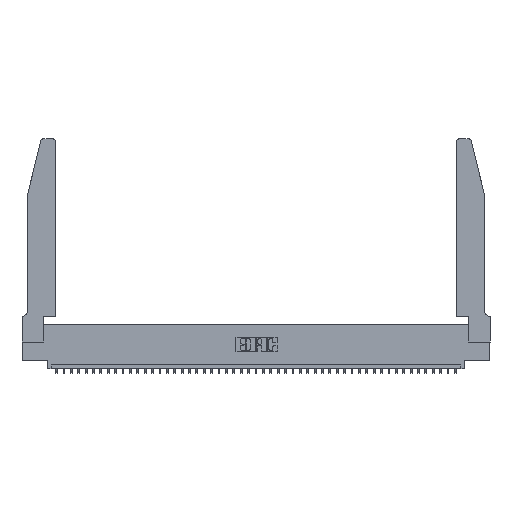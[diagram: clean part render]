
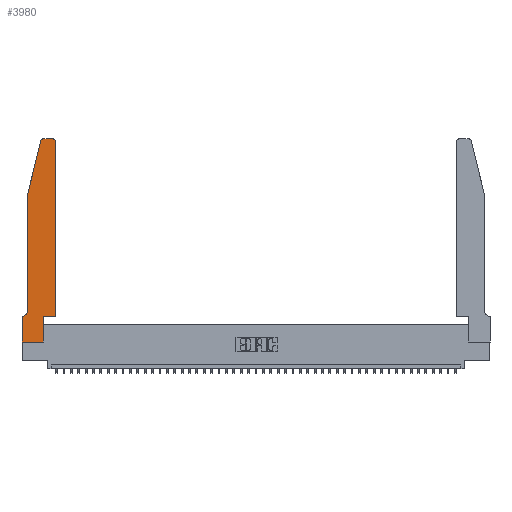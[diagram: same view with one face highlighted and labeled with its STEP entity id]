
A CAD part, top view. The second image highlights one B-rep face of the part: STEP entity #3980.
In plain terms, the highlighted planar face has unit normal (0, 0, 1).
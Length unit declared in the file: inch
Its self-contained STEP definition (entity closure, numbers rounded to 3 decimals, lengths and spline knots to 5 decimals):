
#606 = ORIENTED_EDGE ( 'NONE', *, *, #18544, .T. ) ;
#736 = VERTEX_POINT ( 'NONE', #41876 ) ;
#960 = VECTOR ( 'NONE', #7810, 39.37008 ) ;
#1239 = AXIS2_PLACEMENT_3D ( 'NONE', #33725, #13079, #16560 ) ;
#1292 = ORIENTED_EDGE ( 'NONE', *, *, #32864, .T. ) ;
#1318 = ORIENTED_EDGE ( 'NONE', *, *, #20016, .T. ) ;
#1426 = VERTEX_POINT ( 'NONE', #30411 ) ;
#1659 = DIRECTION ( 'NONE',  ( 0., 0., 1. ) ) ;
#1783 = CIRCLE ( 'NONE', #15348, 0.03 ) ;
#2063 = LINE ( 'NONE', #4321, #960 ) ;
#2779 = ORIENTED_EDGE ( 'NONE', *, *, #12883, .T. ) ;
#2790 = VERTEX_POINT ( 'NONE', #9680 ) ;
#2932 = VECTOR ( 'NONE', #24998, 39.37008 ) ;
#3130 = CARTESIAN_POINT ( 'NONE',  ( 0., 0., 0.37 ) ) ;
#3980 = ADVANCED_FACE ( 'NONE', ( #23274 ), #41116, .T. ) ;
#4321 = CARTESIAN_POINT ( 'NONE',  ( 0., 0., 0.37 ) ) ;
#4454 = LINE ( 'NONE', #15606, #11007 ) ;
#4587 = LINE ( 'NONE', #18522, #2932 ) ;
#4774 = CARTESIAN_POINT ( 'NONE',  ( 0.2865, 0.35, 0.37 ) ) ;
#5124 = DIRECTION ( 'NONE',  ( -1., 0., 0. ) ) ;
#5763 = CARTESIAN_POINT ( 'NONE',  ( 0., 0., 0.37 ) ) ;
#6719 = VERTEX_POINT ( 'NONE', #18321 ) ;
#6889 = VERTEX_POINT ( 'NONE', #3130 ) ;
#7810 = DIRECTION ( 'NONE',  ( 1., 0., 0. ) ) ;
#7813 = EDGE_CURVE ( 'NONE', #33179, #6719, #13780, .T. ) ;
#7874 = VECTOR ( 'NONE', #22808, 39.37008 ) ;
#8698 = LINE ( 'NONE', #31011, #43150 ) ;
#9680 = CARTESIAN_POINT ( 'NONE',  ( 0.25487, 2.72718, 0.37 ) ) ;
#9875 = ORIENTED_EDGE ( 'NONE', *, *, #38613, .T. ) ;
#9904 = DIRECTION ( 'NONE',  ( -0.239, -0.971, 0. ) ) ;
#9992 = VECTOR ( 'NONE', #21573, 39.37008 ) ;
#11007 = VECTOR ( 'NONE', #5124, 39.37008 ) ;
#11145 = EDGE_CURVE ( 'NONE', #33833, #33179, #33389, .T. ) ;
#11605 = EDGE_CURVE ( 'NONE', #6889, #28418, #2063, .T. ) ;
#12721 = ORIENTED_EDGE ( 'NONE', *, *, #11145, .T. ) ;
#12883 = EDGE_CURVE ( 'NONE', #25437, #1426, #42370, .T. ) ;
#13079 = DIRECTION ( 'NONE',  ( 0., 0., -1. ) ) ;
#13678 = AXIS2_PLACEMENT_3D ( 'NONE', #15895, #1659, #39933 ) ;
#13780 = CIRCLE ( 'NONE', #1239, 0.07 ) ;
#14048 = CARTESIAN_POINT ( 'NONE',  ( 0.0755, 2., 0.37 ) ) ;
#14609 = ORIENTED_EDGE ( 'NONE', *, *, #41236, .T. ) ;
#14615 = DIRECTION ( 'NONE',  ( 1., 0., 0. ) ) ;
#14897 = ORIENTED_EDGE ( 'NONE', *, *, #44532, .T. ) ;
#15348 = AXIS2_PLACEMENT_3D ( 'NONE', #40635, #20052, #26410 ) ;
#15606 = CARTESIAN_POINT ( 'NONE',  ( 0.0755, 0.35, 0.37 ) ) ;
#15890 = CARTESIAN_POINT ( 'NONE',  ( 0.4505, 0.35, 0.37 ) ) ;
#15895 = CARTESIAN_POINT ( 'NONE',  ( 0.4205, 2.72, 0.37 ) ) ;
#16560 = DIRECTION ( 'NONE',  ( -1., 0., 0. ) ) ;
#17926 = EDGE_CURVE ( 'NONE', #736, #20689, #22432, .T. ) ;
#18321 = CARTESIAN_POINT ( 'NONE',  ( 0.0055, 0.35, 0.37 ) ) ;
#18522 = CARTESIAN_POINT ( 'NONE',  ( 0.2865, 0.35, 0.37 ) ) ;
#18544 = EDGE_CURVE ( 'NONE', #20689, #2790, #1783, .T. ) ;
#19358 = CARTESIAN_POINT ( 'NONE',  ( 0.4505, 0.35, 0.37 ) ) ;
#19502 = DIRECTION ( 'NONE',  ( 0., 1., 0. ) ) ;
#20016 = EDGE_CURVE ( 'NONE', #2790, #33833, #8698, .T. ) ;
#20052 = DIRECTION ( 'NONE',  ( 0., 0., 1. ) ) ;
#20689 = VERTEX_POINT ( 'NONE', #39158 ) ;
#21350 = CARTESIAN_POINT ( 'NONE',  ( 0., 0.35, 0.37 ) ) ;
#21573 = DIRECTION ( 'NONE',  ( -1., 0., 0. ) ) ;
#22432 = LINE ( 'NONE', #38701, #9992 ) ;
#22808 = DIRECTION ( 'NONE',  ( 1., 0., 0. ) ) ;
#23274 = FACE_OUTER_BOUND ( 'NONE', #24670, .T. ) ;
#23435 = AXIS2_PLACEMENT_3D ( 'NONE', #28157, #34956, #14615 ) ;
#23702 = ORIENTED_EDGE ( 'NONE', *, *, #17926, .T. ) ;
#23717 = CIRCLE ( 'NONE', #13678, 0.03 ) ;
#24670 = EDGE_LOOP ( 'NONE', ( #23702, #606, #1318, #12721, #32121, #38729, #1292, #43466, #14897, #2779, #14609, #9875 ) ) ;
#24998 = DIRECTION ( 'NONE',  ( 0., 1., 0. ) ) ;
#25437 = VERTEX_POINT ( 'NONE', #4774 ) ;
#25801 = VECTOR ( 'NONE', #31701, 39.37008 ) ;
#26410 = DIRECTION ( 'NONE',  ( 1., 0., 0. ) ) ;
#27994 = VERTEX_POINT ( 'NONE', #21350 ) ;
#28157 = CARTESIAN_POINT ( 'NONE',  ( 0., 0.35, 0.37 ) ) ;
#28418 = VERTEX_POINT ( 'NONE', #35494 ) ;
#28689 = EDGE_CURVE ( 'NONE', #6719, #27994, #4454, .T. ) ;
#30411 = CARTESIAN_POINT ( 'NONE',  ( 0.4505, 0.35, 0.37 ) ) ;
#31011 = CARTESIAN_POINT ( 'NONE',  ( 0.0755, 2., 0.37 ) ) ;
#31348 = CARTESIAN_POINT ( 'NONE',  ( 0.4505, 2.72, 0.37 ) ) ;
#31589 = CARTESIAN_POINT ( 'NONE',  ( 0.0755, 0.42, 0.37 ) ) ;
#31701 = DIRECTION ( 'NONE',  ( 0., -1., 0. ) ) ;
#32121 = ORIENTED_EDGE ( 'NONE', *, *, #7813, .T. ) ;
#32864 = EDGE_CURVE ( 'NONE', #27994, #6889, #35944, .T. ) ;
#32992 = LINE ( 'NONE', #15890, #41013 ) ;
#33179 = VERTEX_POINT ( 'NONE', #31589 ) ;
#33389 = LINE ( 'NONE', #14048, #25801 ) ;
#33699 = DIRECTION ( 'NONE',  ( 0., -1., 0. ) ) ;
#33725 = CARTESIAN_POINT ( 'NONE',  ( 0.0055, 0.42, 0.37 ) ) ;
#33833 = VERTEX_POINT ( 'NONE', #35265 ) ;
#34761 = VERTEX_POINT ( 'NONE', #31348 ) ;
#34956 = DIRECTION ( 'NONE',  ( 0., 0., 1. ) ) ;
#35265 = CARTESIAN_POINT ( 'NONE',  ( 0.0755, 2., 0.37 ) ) ;
#35494 = CARTESIAN_POINT ( 'NONE',  ( 0.2865, 0., 0.37 ) ) ;
#35944 = LINE ( 'NONE', #5763, #40720 ) ;
#38613 = EDGE_CURVE ( 'NONE', #34761, #736, #23717, .T. ) ;
#38701 = CARTESIAN_POINT ( 'NONE',  ( 0.2605, 2.75, 0.37 ) ) ;
#38729 = ORIENTED_EDGE ( 'NONE', *, *, #28689, .T. ) ;
#39158 = CARTESIAN_POINT ( 'NONE',  ( 0.284, 2.75, 0.37 ) ) ;
#39933 = DIRECTION ( 'NONE',  ( 1., 0., 0. ) ) ;
#40635 = CARTESIAN_POINT ( 'NONE',  ( 0.284, 2.72, 0.37 ) ) ;
#40720 = VECTOR ( 'NONE', #33699, 39.37008 ) ;
#41013 = VECTOR ( 'NONE', #19502, 39.37008 ) ;
#41116 = PLANE ( 'NONE',  #23435 ) ;
#41236 = EDGE_CURVE ( 'NONE', #1426, #34761, #32992, .T. ) ;
#41876 = CARTESIAN_POINT ( 'NONE',  ( 0.4205, 2.75, 0.37 ) ) ;
#42370 = LINE ( 'NONE', #19358, #7874 ) ;
#43150 = VECTOR ( 'NONE', #9904, 39.37008 ) ;
#43466 = ORIENTED_EDGE ( 'NONE', *, *, #11605, .T. ) ;
#44532 = EDGE_CURVE ( 'NONE', #28418, #25437, #4587, .T. ) ;
